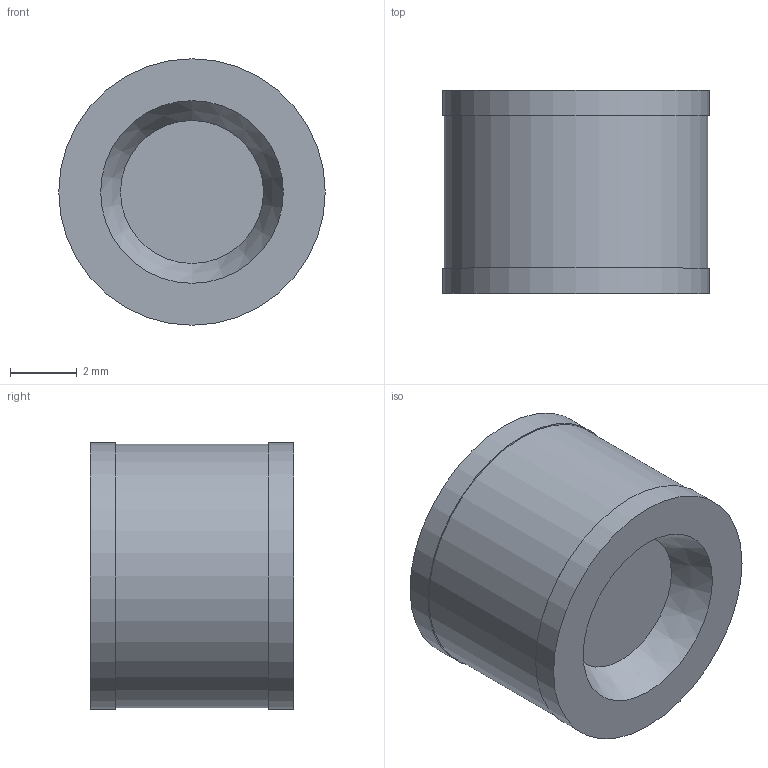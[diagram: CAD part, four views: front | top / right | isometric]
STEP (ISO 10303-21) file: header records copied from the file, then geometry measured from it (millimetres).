
FILE_DESCRIPTION (( 'STEP AP214' ), '1' );
FILE_NAME ('LPX350.STEP', '2018-01-23T15:05:41', ( '' ), ( '' ), 'SwSTEP 2.0', 'SolidWorks 2014', '' );
FILE_SCHEMA (( 'AUTOMOTIVE_DESIGN' ));
Length unit declared in the file: inch
Products named in the file (1): LPX350
Bounding box: 8 x 6.1 x 8 mm (x, y, z)
Volume: 259 mm3; surface area: 275.9 mm2
Topology: 1 solids, 1 shells, 11 faces, 15 edges, 10 vertices
Faces by surface type: plane 6, cylinder 3, cone 2
Full cylindrical faces by diameter (mm): 7.925 x1, 8.001 x2
Entity records: 397 total; most frequent: DIRECTION 44, CARTESIAN_POINT 32, AXIS2_PLACEMENT_3D 22, ORIENTED_EDGE 20, EDGE_LOOP 20, DIMENSIONAL_EXPONENTS 14, FACE_OUTER_BOUND 14, UNCERTAINTY_MEASURE_WITH_UNIT 14
